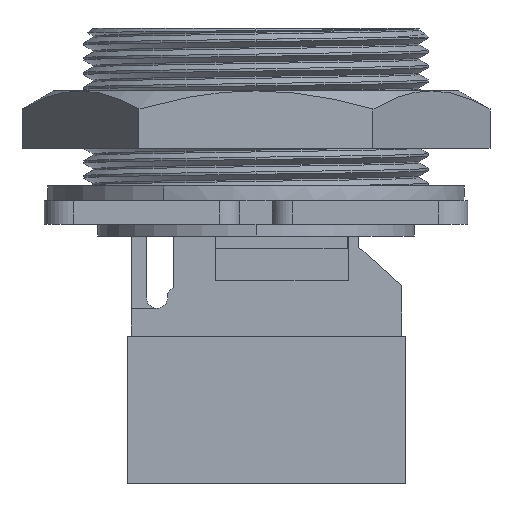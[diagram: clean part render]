
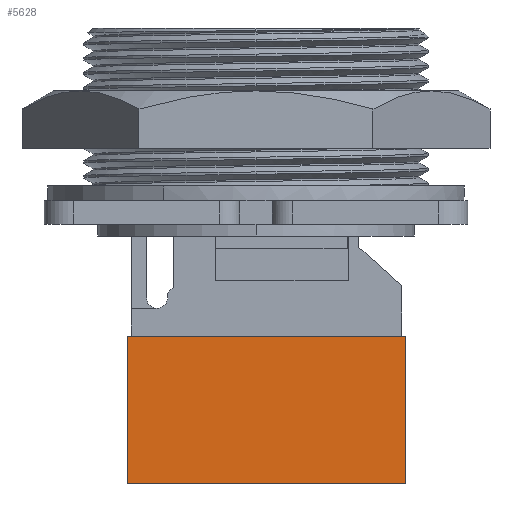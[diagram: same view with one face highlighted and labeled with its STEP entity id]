
A CAD part, left-side view. The second image highlights one B-rep face of the part: STEP entity #5628.
In plain terms, the highlighted planar face has unit normal (-1, 0, 0).
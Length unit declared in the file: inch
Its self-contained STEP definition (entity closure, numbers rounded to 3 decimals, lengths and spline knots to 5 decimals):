
#362 = DIRECTION ( 'NONE',  ( 0., 1., 0. ) ) ;
#927 = ORIENTED_EDGE ( 'NONE', *, *, #3489, .T. ) ;
#1251 = CARTESIAN_POINT ( 'NONE',  ( -0.4311, -0.50845, -0.88035 ) ) ;
#2723 = ORIENTED_EDGE ( 'NONE', *, *, #22584, .F. ) ;
#3184 = DIRECTION ( 'NONE',  ( 0., 1., 0. ) ) ;
#3489 = EDGE_CURVE ( 'NONE', #22523, #12594, #19702, .T. ) ;
#4722 = CARTESIAN_POINT ( 'NONE',  ( -0.4311, -0.50845, -0.88035 ) ) ;
#5231 = CARTESIAN_POINT ( 'NONE',  ( -0.4311, 0.43643, -0.38035 ) ) ;
#5265 = VECTOR ( 'NONE', #7788, 39.37008 ) ;
#5628 = ADVANCED_FACE ( 'NONE', ( #22269 ), #6993, .F. ) ;
#5767 = ORIENTED_EDGE ( 'NONE', *, *, #7357, .T. ) ;
#5953 = CARTESIAN_POINT ( 'NONE',  ( -0.4311, 0.43643, -0.88035 ) ) ;
#6744 = CARTESIAN_POINT ( 'NONE',  ( -0.4311, -0.50845, -0.38035 ) ) ;
#6993 = PLANE ( 'NONE',  #22417 ) ;
#7357 = EDGE_CURVE ( 'NONE', #12594, #11518, #19333, .T. ) ;
#7490 = EDGE_CURVE ( 'NONE', #22523, #9099, #18173, .T. ) ;
#7788 = DIRECTION ( 'NONE',  ( 0., 0., -1. ) ) ;
#8078 = EDGE_LOOP ( 'NONE', ( #5767, #2723, #20858, #927 ) ) ;
#8266 = DIRECTION ( 'NONE',  ( 0., 0., -1. ) ) ;
#8830 = DIRECTION ( 'NONE',  ( 1., 0., 0. ) ) ;
#9099 = VERTEX_POINT ( 'NONE', #4722 ) ;
#9841 = CARTESIAN_POINT ( 'NONE',  ( -0.4311, 0.43643, -0.88035 ) ) ;
#11379 = CARTESIAN_POINT ( 'NONE',  ( -0.4311, -0.50845, -0.38035 ) ) ;
#11518 = VERTEX_POINT ( 'NONE', #9841 ) ;
#11837 = VECTOR ( 'NONE', #3184, 39.37008 ) ;
#12274 = CARTESIAN_POINT ( 'NONE',  ( -0.4311, -0.50845, -0.88035 ) ) ;
#12594 = VERTEX_POINT ( 'NONE', #5231 ) ;
#13316 = VECTOR ( 'NONE', #8266, 39.37008 ) ;
#14252 = VECTOR ( 'NONE', #362, 39.37008 ) ;
#16702 = LINE ( 'NONE', #12274, #11837 ) ;
#18173 = LINE ( 'NONE', #19243, #13316 ) ;
#19243 = CARTESIAN_POINT ( 'NONE',  ( -0.4311, -0.50845, -0.88035 ) ) ;
#19333 = LINE ( 'NONE', #5953, #5265 ) ;
#19702 = LINE ( 'NONE', #11379, #14252 ) ;
#20858 = ORIENTED_EDGE ( 'NONE', *, *, #7490, .F. ) ;
#21724 = DIRECTION ( 'NONE',  ( 0., 0., 1. ) ) ;
#22269 = FACE_OUTER_BOUND ( 'NONE', #8078, .T. ) ;
#22417 = AXIS2_PLACEMENT_3D ( 'NONE', #1251, #8830, #21724 ) ;
#22523 = VERTEX_POINT ( 'NONE', #6744 ) ;
#22584 = EDGE_CURVE ( 'NONE', #9099, #11518, #16702, .T. ) ;
